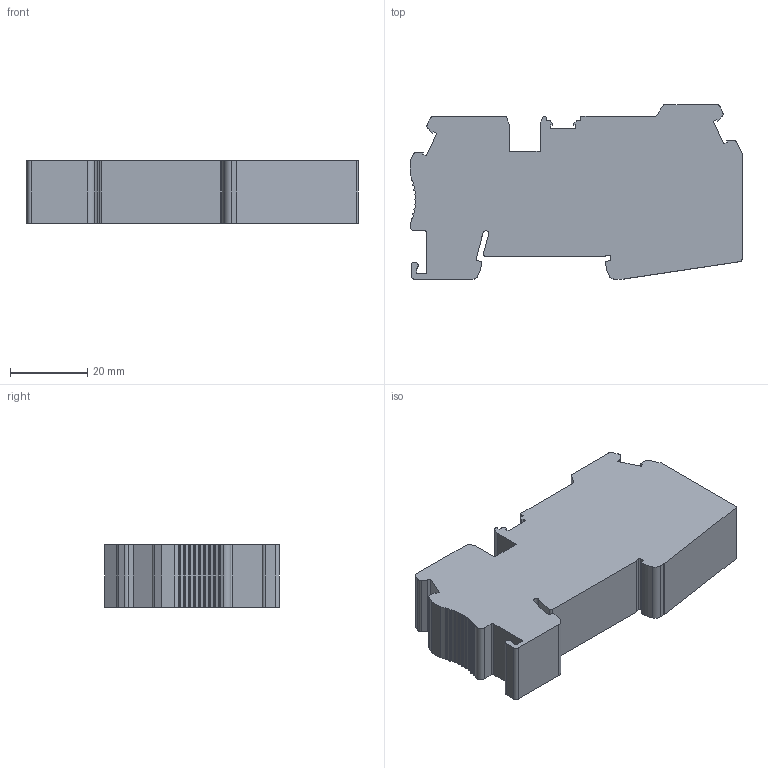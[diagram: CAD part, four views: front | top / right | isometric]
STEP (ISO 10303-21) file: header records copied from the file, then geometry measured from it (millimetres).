
FILE_DESCRIPTION((''),'2;1');
FILE_NAME('PRT0001','2022-06-14T',('Administrator'),(''),'PRO/ENGINEER BY PARAMETRIC TECHNOLOGY CORPORATION, 2013230','PRO/ENGINEER BY PARAMETRIC TECHNOLOGY CORPORATION, 2013230','');
FILE_SCHEMA(('CONFIG_CONTROL_DESIGN'));
Length unit declared in the file: millimetre
Products named in the file (1): PRT0001
Bounding box: 86 x 45.3 x 16.2 mm (x, y, z)
Volume: 48386.9 mm3; surface area: 12535.7 mm2
Topology: 1 solids, 1 shells, 157 faces, 447 edges, 298 vertices
Faces by surface type: plane 99, cylinder 58
Entity records: 5155 total; most frequent: CARTESIAN_POINT 902, ORIENTED_EDGE 894, DIRECTION 877, EDGE_CURVE 447, VECTOR 331, LINE 331, VERTEX_POINT 298, AXIS2_PLACEMENT_3D 273
